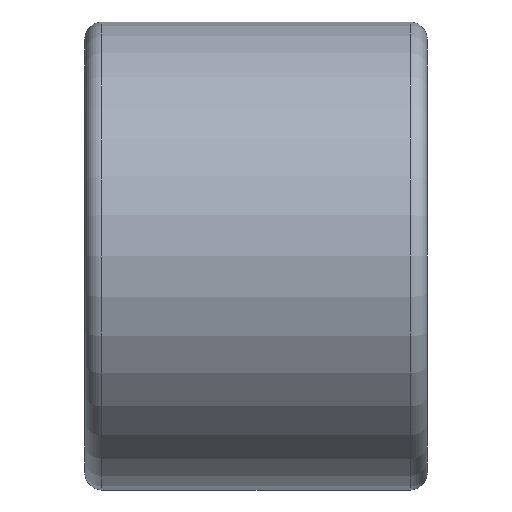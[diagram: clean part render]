
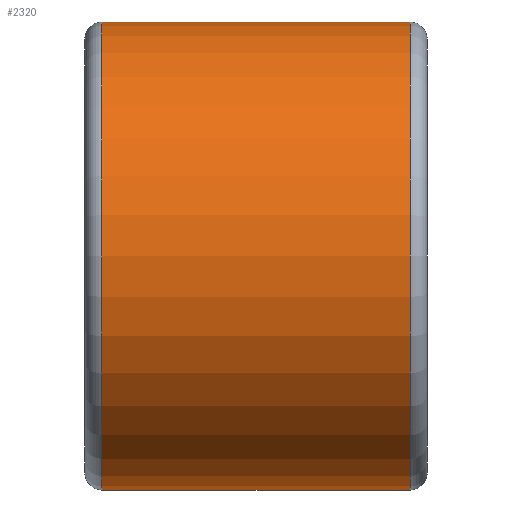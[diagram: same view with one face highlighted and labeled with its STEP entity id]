
A CAD part, front view. The second image highlights one B-rep face of the part: STEP entity #2320.
In plain terms, the highlighted cylindrical face has radius 41 mm (diameter 82 mm), a partial arc.
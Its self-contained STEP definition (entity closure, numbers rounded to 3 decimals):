
#17 = VERTEX_POINT ( 'NONE', #806 ) ;
#82 = VERTEX_POINT ( 'NONE', #484 ) ;
#137 = CIRCLE ( 'NONE', #1433, 41. ) ;
#459 = EDGE_LOOP ( 'NONE', ( #784, #4674, #4832, #2319 ) ) ;
#484 = CARTESIAN_POINT ( 'NONE',  ( 57., 0., 41. ) ) ;
#671 = EDGE_CURVE ( 'NONE', #17, #3863, #3792, .T. ) ;
#743 = AXIS2_PLACEMENT_3D ( 'NONE', #4552, #3771, #1006 ) ;
#748 = DIRECTION ( 'NONE',  ( 1., 0., 0. ) ) ;
#784 = ORIENTED_EDGE ( 'NONE', *, *, #671, .F. ) ;
#806 = CARTESIAN_POINT ( 'NONE',  ( 57., 0., -41. ) ) ;
#875 = AXIS2_PLACEMENT_3D ( 'NONE', #979, #3762, #1375 ) ;
#979 = CARTESIAN_POINT ( 'NONE',  ( 57., 0., 0. ) ) ;
#1006 = DIRECTION ( 'NONE',  ( 0., 0., 1. ) ) ;
#1328 = FACE_OUTER_BOUND ( 'NONE', #459, .T. ) ;
#1375 = DIRECTION ( 'NONE',  ( 0., 0., 1. ) ) ;
#1433 = AXIS2_PLACEMENT_3D ( 'NONE', #3142, #748, #3541 ) ;
#1616 = CARTESIAN_POINT ( 'NONE',  ( 0., 0., 41. ) ) ;
#1736 = CARTESIAN_POINT ( 'NONE',  ( 3., 0., -41. ) ) ;
#2319 = ORIENTED_EDGE ( 'NONE', *, *, #2564, .T. ) ;
#2320 = ADVANCED_FACE ( 'NONE', ( #1328 ), #5045, .T. ) ;
#2419 = DIRECTION ( 'NONE',  ( -1., 0., 0. ) ) ;
#2518 = CARTESIAN_POINT ( 'NONE',  ( 0., 0., -41. ) ) ;
#2524 = VERTEX_POINT ( 'NONE', #5050 ) ;
#2564 = EDGE_CURVE ( 'NONE', #2524, #3863, #137, .T. ) ;
#2730 = VECTOR ( 'NONE', #3712, 1000. ) ;
#3059 = LINE ( 'NONE', #1616, #4090 ) ;
#3142 = CARTESIAN_POINT ( 'NONE',  ( 3., 0., 0. ) ) ;
#3458 = EDGE_CURVE ( 'NONE', #82, #2524, #3059, .T. ) ;
#3541 = DIRECTION ( 'NONE',  ( 0., 0., -1. ) ) ;
#3712 = DIRECTION ( 'NONE',  ( -1., 0., 0. ) ) ;
#3762 = DIRECTION ( 'NONE',  ( -1., 0., 0. ) ) ;
#3771 = DIRECTION ( 'NONE',  ( -1., 0., 0. ) ) ;
#3792 = LINE ( 'NONE', #2518, #2730 ) ;
#3863 = VERTEX_POINT ( 'NONE', #1736 ) ;
#4077 = CIRCLE ( 'NONE', #875, 41. ) ;
#4090 = VECTOR ( 'NONE', #2419, 1000. ) ;
#4552 = CARTESIAN_POINT ( 'NONE',  ( 0., 0., 0. ) ) ;
#4674 = ORIENTED_EDGE ( 'NONE', *, *, #4956, .T. ) ;
#4832 = ORIENTED_EDGE ( 'NONE', *, *, #3458, .T. ) ;
#4956 = EDGE_CURVE ( 'NONE', #17, #82, #4077, .T. ) ;
#5045 = CYLINDRICAL_SURFACE ( 'NONE', #743, 41. ) ;
#5050 = CARTESIAN_POINT ( 'NONE',  ( 3., 0., 41. ) ) ;
